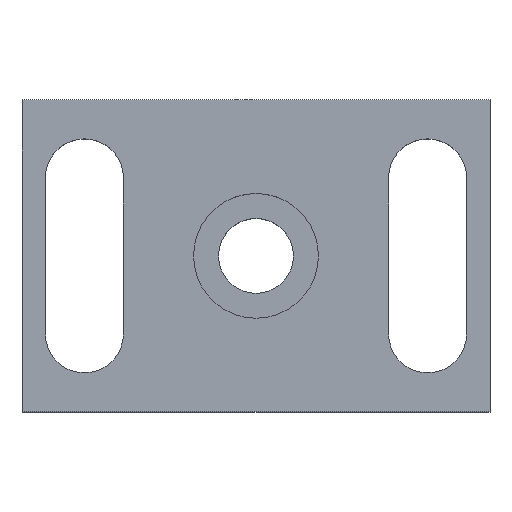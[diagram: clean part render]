
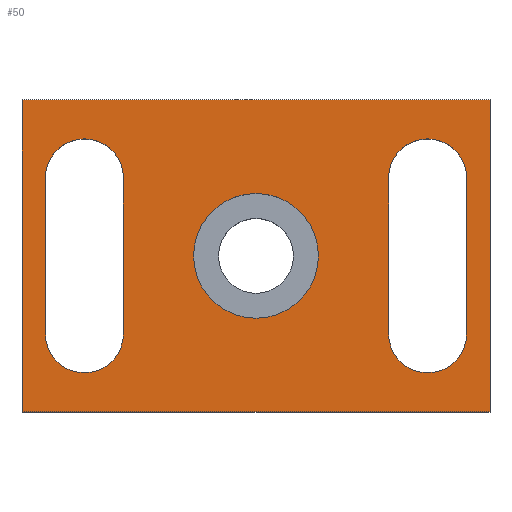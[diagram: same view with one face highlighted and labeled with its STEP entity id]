
A CAD part, top view. The second image highlights one B-rep face of the part: STEP entity #50.
In plain terms, the highlighted planar face has unit normal (0, 0, 1).
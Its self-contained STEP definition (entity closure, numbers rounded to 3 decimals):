
#2 = AXIS2_PLACEMENT_3D ( 'NONE', #302, #849, #783 ) ;
#3 = CARTESIAN_POINT ( 'NONE',  ( 7.5, 5., 6. ) ) ;
#6 = AXIS2_PLACEMENT_3D ( 'NONE', #378, #243, #517 ) ;
#13 = DIRECTION ( 'NONE',  ( 0., 0., 1. ) ) ;
#28 = EDGE_CURVE ( 'NONE', #624, #834, #497, .T. ) ;
#37 = CARTESIAN_POINT ( 'NONE',  ( 2., 7.5, 6. ) ) ;
#39 = CARTESIAN_POINT ( 'NONE',  ( 0., 10., 6. ) ) ;
#41 = LINE ( 'NONE', #801, #565 ) ;
#48 = CARTESIAN_POINT ( 'NONE',  ( 0.75, 7.5, 6. ) ) ;
#50 = ADVANCED_FACE ( 'NONE', ( #719, #236, #173, #725 ), #383, .T. ) ;
#56 = VECTOR ( 'NONE', #412, 1000. ) ;
#58 = EDGE_CURVE ( 'NONE', #213, #810, #107, .T. ) ;
#71 = CARTESIAN_POINT ( 'NONE',  ( 2., 2.5, 6. ) ) ;
#77 = CIRCLE ( 'NONE', #2, 1.25 ) ;
#87 = ORIENTED_EDGE ( 'NONE', *, *, #58, .T. ) ;
#104 = DIRECTION ( 'NONE',  ( -1., 0., 0. ) ) ;
#107 = LINE ( 'NONE', #167, #257 ) ;
#111 = CIRCLE ( 'NONE', #716, 2. ) ;
#112 = DIRECTION ( 'NONE',  ( 0., 0., 1. ) ) ;
#131 = VERTEX_POINT ( 'NONE', #448 ) ;
#132 = EDGE_LOOP ( 'NONE', ( #761, #616 ) ) ;
#142 = CARTESIAN_POINT ( 'NONE',  ( 3.25, 2.5, 6. ) ) ;
#149 = ORIENTED_EDGE ( 'NONE', *, *, #534, .F. ) ;
#150 = DIRECTION ( 'NONE',  ( 0., -1., 0. ) ) ;
#167 = CARTESIAN_POINT ( 'NONE',  ( 0., 0., 6. ) ) ;
#173 = FACE_BOUND ( 'NONE', #419, .T. ) ;
#185 = ORIENTED_EDGE ( 'NONE', *, *, #809, .F. ) ;
#196 = ORIENTED_EDGE ( 'NONE', *, *, #452, .F. ) ;
#198 = EDGE_CURVE ( 'NONE', #881, #639, #77, .T. ) ;
#213 = VERTEX_POINT ( 'NONE', #796 ) ;
#232 = DIRECTION ( 'NONE',  ( 1., 0., 0. ) ) ;
#234 = CIRCLE ( 'NONE', #579, 1.25 ) ;
#236 = FACE_OUTER_BOUND ( 'NONE', #287, .T. ) ;
#239 = EDGE_CURVE ( 'NONE', #805, #329, #111, .T. ) ;
#243 = DIRECTION ( 'NONE',  ( 0., 0., 1. ) ) ;
#245 = CARTESIAN_POINT ( 'NONE',  ( 0., 10., 6. ) ) ;
#252 = CARTESIAN_POINT ( 'NONE',  ( 15., 0., 6. ) ) ;
#257 = VECTOR ( 'NONE', #232, 1000. ) ;
#258 = CARTESIAN_POINT ( 'NONE',  ( 13., 2.5, 6. ) ) ;
#279 = CARTESIAN_POINT ( 'NONE',  ( 15., 10., 6. ) ) ;
#281 = VERTEX_POINT ( 'NONE', #39 ) ;
#287 = EDGE_LOOP ( 'NONE', ( #582, #87, #438, #398 ) ) ;
#302 = CARTESIAN_POINT ( 'NONE',  ( 13., 7.5, 6. ) ) ;
#306 = EDGE_CURVE ( 'NONE', #810, #641, #389, .T. ) ;
#329 = VERTEX_POINT ( 'NONE', #774 ) ;
#332 = ORIENTED_EDGE ( 'NONE', *, *, #756, .F. ) ;
#349 = CIRCLE ( 'NONE', #853, 2. ) ;
#357 = DIRECTION ( 'NONE',  ( 0., 0., 1. ) ) ;
#358 = ORIENTED_EDGE ( 'NONE', *, *, #28, .F. ) ;
#365 = CIRCLE ( 'NONE', #865, 1.25 ) ;
#369 = ORIENTED_EDGE ( 'NONE', *, *, #570, .F. ) ;
#378 = CARTESIAN_POINT ( 'NONE',  ( 0., 0., 6. ) ) ;
#383 = PLANE ( 'NONE',  #6 ) ;
#389 = LINE ( 'NONE', #252, #630 ) ;
#390 = VECTOR ( 'NONE', #636, 1000. ) ;
#393 = AXIS2_PLACEMENT_3D ( 'NONE', #258, #112, #104 ) ;
#397 = CARTESIAN_POINT ( 'NONE',  ( 0.75, 2.5, 6. ) ) ;
#398 = ORIENTED_EDGE ( 'NONE', *, *, #539, .T. ) ;
#403 = VERTEX_POINT ( 'NONE', #397 ) ;
#406 = CARTESIAN_POINT ( 'NONE',  ( 11.75, 7.5, 6. ) ) ;
#412 = DIRECTION ( 'NONE',  ( -1., 0., 0. ) ) ;
#414 = EDGE_LOOP ( 'NONE', ( #196, #831, #149, #556 ) ) ;
#419 = EDGE_LOOP ( 'NONE', ( #358, #369, #185, #332 ) ) ;
#432 = DIRECTION ( 'NONE',  ( 1., 0., 0. ) ) ;
#438 = ORIENTED_EDGE ( 'NONE', *, *, #306, .T. ) ;
#448 = CARTESIAN_POINT ( 'NONE',  ( 14.25, 2.5, 6. ) ) ;
#452 = EDGE_CURVE ( 'NONE', #131, #881, #41, .T. ) ;
#453 = CARTESIAN_POINT ( 'NONE',  ( 3.25, 7.5, 6. ) ) ;
#482 = CARTESIAN_POINT ( 'NONE',  ( 15., 10., 6. ) ) ;
#496 = EDGE_CURVE ( 'NONE', #281, #213, #862, .T. ) ;
#497 = LINE ( 'NONE', #702, #390 ) ;
#517 = DIRECTION ( 'NONE',  ( 1., 0., 0. ) ) ;
#523 = DIRECTION ( 'NONE',  ( 0., -1., 0. ) ) ;
#534 = EDGE_CURVE ( 'NONE', #639, #617, #619, .T. ) ;
#539 = EDGE_CURVE ( 'NONE', #641, #281, #696, .T. ) ;
#542 = CARTESIAN_POINT ( 'NONE',  ( 11.75, 2.5, 6. ) ) ;
#556 = ORIENTED_EDGE ( 'NONE', *, *, #198, .F. ) ;
#565 = VECTOR ( 'NONE', #738, 1000. ) ;
#570 = EDGE_CURVE ( 'NONE', #403, #624, #234, .T. ) ;
#579 = AXIS2_PLACEMENT_3D ( 'NONE', #71, #357, #623 ) ;
#582 = ORIENTED_EDGE ( 'NONE', *, *, #496, .T. ) ;
#587 = CARTESIAN_POINT ( 'NONE',  ( 9.5, 5., 6. ) ) ;
#595 = EDGE_CURVE ( 'NONE', #329, #805, #349, .T. ) ;
#616 = ORIENTED_EDGE ( 'NONE', *, *, #595, .F. ) ;
#617 = VERTEX_POINT ( 'NONE', #542 ) ;
#619 = LINE ( 'NONE', #406, #842 ) ;
#623 = DIRECTION ( 'NONE',  ( 1., 0., 0. ) ) ;
#624 = VERTEX_POINT ( 'NONE', #142 ) ;
#630 = VECTOR ( 'NONE', #662, 1000. ) ;
#636 = DIRECTION ( 'NONE',  ( 0., 1., 0. ) ) ;
#639 = VERTEX_POINT ( 'NONE', #819 ) ;
#641 = VERTEX_POINT ( 'NONE', #279 ) ;
#648 = VERTEX_POINT ( 'NONE', #679 ) ;
#662 = DIRECTION ( 'NONE',  ( 0., 1., 0. ) ) ;
#679 = CARTESIAN_POINT ( 'NONE',  ( 0.75, 7.5, 6. ) ) ;
#680 = VECTOR ( 'NONE', #728, 1000. ) ;
#686 = DIRECTION ( 'NONE',  ( 0., 0., 1. ) ) ;
#696 = LINE ( 'NONE', #482, #56 ) ;
#702 = CARTESIAN_POINT ( 'NONE',  ( 3.25, 7.5, 6. ) ) ;
#716 = AXIS2_PLACEMENT_3D ( 'NONE', #3, #686, #754 ) ;
#719 = FACE_BOUND ( 'NONE', #132, .T. ) ;
#725 = FACE_BOUND ( 'NONE', #414, .T. ) ;
#728 = DIRECTION ( 'NONE',  ( 0., -1., 0. ) ) ;
#737 = CARTESIAN_POINT ( 'NONE',  ( 15., 0., 6. ) ) ;
#738 = DIRECTION ( 'NONE',  ( 0., 1., 0. ) ) ;
#754 = DIRECTION ( 'NONE',  ( 1., 0., 0. ) ) ;
#755 = DIRECTION ( 'NONE',  ( 1., 0., 0. ) ) ;
#756 = EDGE_CURVE ( 'NONE', #834, #648, #365, .T. ) ;
#761 = ORIENTED_EDGE ( 'NONE', *, *, #239, .F. ) ;
#773 = DIRECTION ( 'NONE',  ( 0., 0., 1. ) ) ;
#774 = CARTESIAN_POINT ( 'NONE',  ( 5.5, 5., 6. ) ) ;
#780 = CIRCLE ( 'NONE', #393, 1.25 ) ;
#783 = DIRECTION ( 'NONE',  ( -1., 0., 0. ) ) ;
#796 = CARTESIAN_POINT ( 'NONE',  ( 0., 0., 6. ) ) ;
#800 = LINE ( 'NONE', #48, #806 ) ;
#801 = CARTESIAN_POINT ( 'NONE',  ( 14.25, 7.5, 6. ) ) ;
#805 = VERTEX_POINT ( 'NONE', #587 ) ;
#806 = VECTOR ( 'NONE', #523, 1000. ) ;
#809 = EDGE_CURVE ( 'NONE', #648, #403, #800, .T. ) ;
#810 = VERTEX_POINT ( 'NONE', #737 ) ;
#819 = CARTESIAN_POINT ( 'NONE',  ( 11.75, 7.5, 6. ) ) ;
#831 = ORIENTED_EDGE ( 'NONE', *, *, #874, .F. ) ;
#834 = VERTEX_POINT ( 'NONE', #453 ) ;
#842 = VECTOR ( 'NONE', #150, 1000. ) ;
#849 = DIRECTION ( 'NONE',  ( 0., 0., 1. ) ) ;
#853 = AXIS2_PLACEMENT_3D ( 'NONE', #882, #13, #755 ) ;
#862 = LINE ( 'NONE', #245, #680 ) ;
#865 = AXIS2_PLACEMENT_3D ( 'NONE', #37, #773, #432 ) ;
#869 = CARTESIAN_POINT ( 'NONE',  ( 14.25, 7.5, 6. ) ) ;
#874 = EDGE_CURVE ( 'NONE', #617, #131, #780, .T. ) ;
#881 = VERTEX_POINT ( 'NONE', #869 ) ;
#882 = CARTESIAN_POINT ( 'NONE',  ( 7.5, 5., 6. ) ) ;
